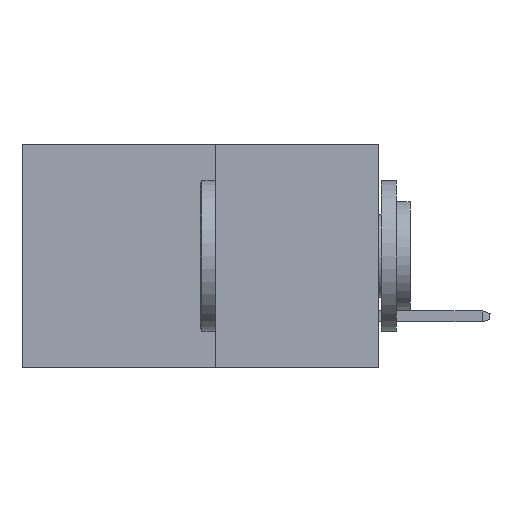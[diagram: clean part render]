
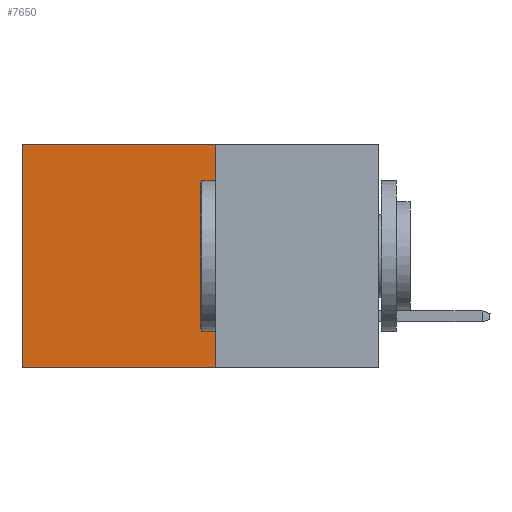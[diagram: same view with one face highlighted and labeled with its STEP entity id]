
A CAD part, left-side view. The second image highlights one B-rep face of the part: STEP entity #7650.
In plain terms, the highlighted planar face has unit normal (-1, 0, 0).
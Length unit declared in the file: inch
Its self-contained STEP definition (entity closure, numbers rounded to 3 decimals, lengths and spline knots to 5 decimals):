
#5 = LINE ( 'NONE', #3838, #6796 ) ;
#154 = VECTOR ( 'NONE', #6105, 39.37008 ) ;
#430 = VECTOR ( 'NONE', #8246, 39.37008 ) ;
#538 = DIRECTION ( 'NONE',  ( 0., 1., 0. ) ) ;
#564 = VERTEX_POINT ( 'NONE', #5481 ) ;
#571 = VERTEX_POINT ( 'NONE', #6893 ) ;
#648 = DIRECTION ( 'NONE',  ( 0., 0., -1. ) ) ;
#898 = VERTEX_POINT ( 'NONE', #1099 ) ;
#1033 = LINE ( 'NONE', #7638, #430 ) ;
#1099 = CARTESIAN_POINT ( 'NONE',  ( 0.277, 0.27, -0.37 ) ) ;
#1493 = CARTESIAN_POINT ( 'NONE',  ( 0.277, 0.59, -0.37 ) ) ;
#1530 = EDGE_LOOP ( 'NONE', ( #3944, #1936, #5961, #6201 ) ) ;
#1753 = DIRECTION ( 'NONE',  ( 0., 1., 0. ) ) ;
#1936 = ORIENTED_EDGE ( 'NONE', *, *, #7538, .F. ) ;
#2996 = VERTEX_POINT ( 'NONE', #5313 ) ;
#3298 = PLANE ( 'NONE',  #6143 ) ;
#3684 = LINE ( 'NONE', #1493, #154 ) ;
#3687 = EDGE_CURVE ( 'NONE', #571, #564, #5394, .T. ) ;
#3838 = CARTESIAN_POINT ( 'NONE',  ( 0.277, 0.27, -0.37 ) ) ;
#3944 = ORIENTED_EDGE ( 'NONE', *, *, #7869, .T. ) ;
#4362 = CARTESIAN_POINT ( 'NONE',  ( 0.277, 0.27, 0. ) ) ;
#4614 = DIRECTION ( 'NONE',  ( 1., 0., 0. ) ) ;
#4763 = VECTOR ( 'NONE', #1753, 39.37008 ) ;
#5313 = CARTESIAN_POINT ( 'NONE',  ( 0.277, 0.59, -0.37 ) ) ;
#5394 = LINE ( 'NONE', #4362, #4763 ) ;
#5481 = CARTESIAN_POINT ( 'NONE',  ( 0.277, 0.59, 0. ) ) ;
#5961 = ORIENTED_EDGE ( 'NONE', *, *, #7026, .F. ) ;
#6105 = DIRECTION ( 'NONE',  ( 0., 0., -1. ) ) ;
#6143 = AXIS2_PLACEMENT_3D ( 'NONE', #8457, #4614, #648 ) ;
#6201 = ORIENTED_EDGE ( 'NONE', *, *, #3687, .T. ) ;
#6796 = VECTOR ( 'NONE', #538, 39.37008 ) ;
#6893 = CARTESIAN_POINT ( 'NONE',  ( 0.277, 0.27, 0. ) ) ;
#7026 = EDGE_CURVE ( 'NONE', #571, #898, #1033, .T. ) ;
#7538 = EDGE_CURVE ( 'NONE', #898, #2996, #5, .T. ) ;
#7638 = CARTESIAN_POINT ( 'NONE',  ( 0.277, 0.27, -0.37 ) ) ;
#7650 = ADVANCED_FACE ( 'NONE', ( #7891 ), #3298, .F. ) ;
#7869 = EDGE_CURVE ( 'NONE', #564, #2996, #3684, .T. ) ;
#7891 = FACE_OUTER_BOUND ( 'NONE', #1530, .T. ) ;
#8246 = DIRECTION ( 'NONE',  ( 0., 0., -1. ) ) ;
#8457 = CARTESIAN_POINT ( 'NONE',  ( 0.277, 0.27, -0.37 ) ) ;
